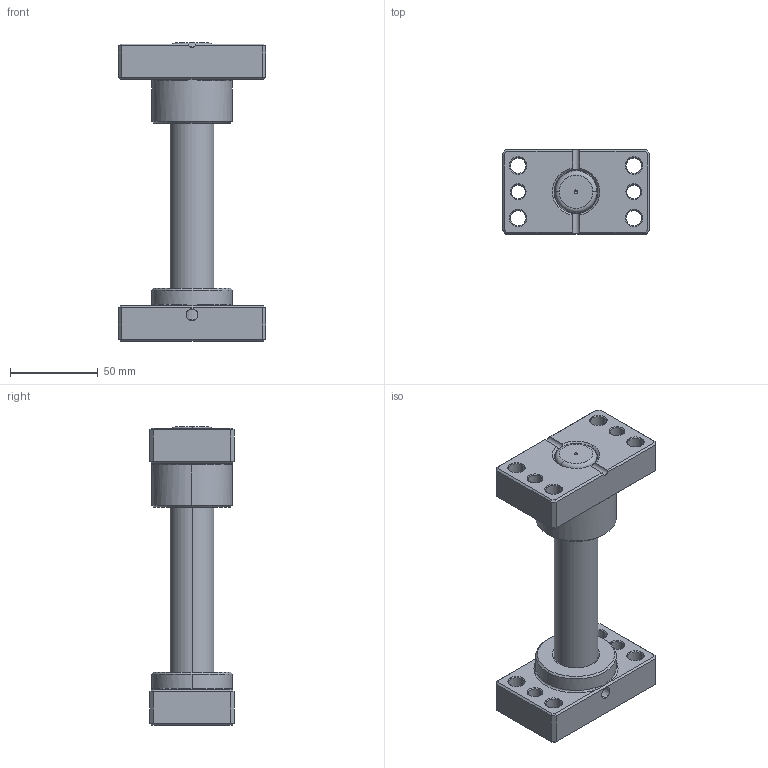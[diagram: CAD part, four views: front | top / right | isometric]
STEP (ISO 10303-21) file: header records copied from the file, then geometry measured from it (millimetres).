
FILE_DESCRIPTION (( 'STEP AP214' ), '1' );
FILE_NAME ('HYZP-D25-L170.STEP', '2021-09-18T10:38:45', ( 'User' ), ( 'china' ), 'SwSTEP 2.0', 'SolidWorks 2016', '' );
FILE_SCHEMA (( 'AUTOMOTIVE_DESIGN' ));
Length unit declared in the file: millimetre
Products named in the file (4): SBZP-D25; MGP-D25-L170; MGHP-D25; HYZP-D25-L170
Assembly tree (3 placements, depth 2):
  HYZP-D25-L170
    MGHP-D25
    MGP-D25-L170
    SBZP-D25
Bounding box: 84 x 48 x 170 mm (x, y, z)
Volume: 248218.1 mm3; surface area: 53927.3 mm2
Topology: 3 solids, 3 shells, 231 faces, 540 edges, 308 vertices
Faces by surface type: plane 72, cone 69, cylinder 64, torus 18, bspline 8
Entity records: 7015 total; most frequent: CARTESIAN_POINT 1509, DIRECTION 1193, ORIENTED_EDGE 1060, EDGE_CURVE 530, AXIS2_PLACEMENT_3D 454, VERTEX_POINT 308, VECTOR 285, LINE 285
